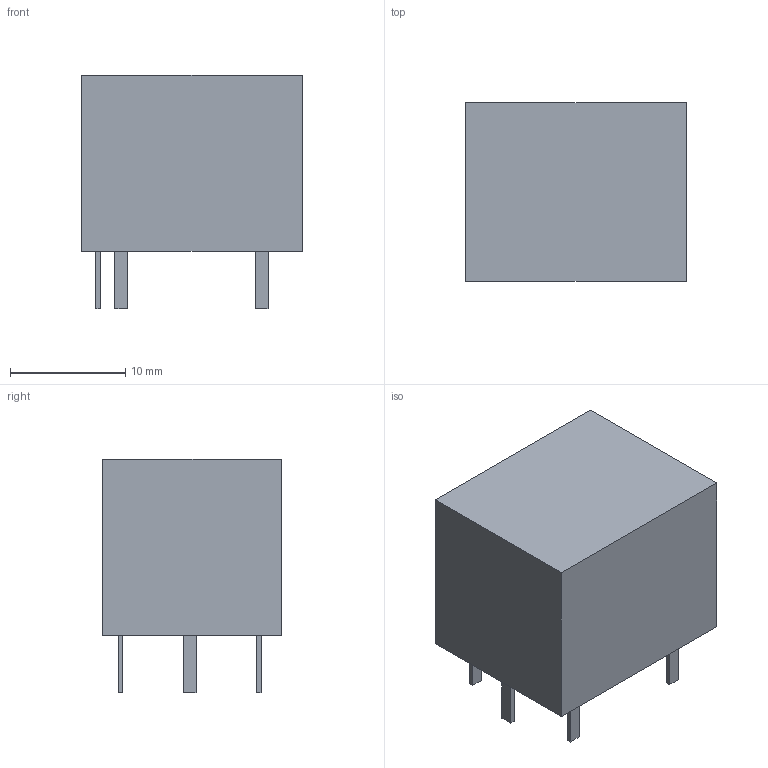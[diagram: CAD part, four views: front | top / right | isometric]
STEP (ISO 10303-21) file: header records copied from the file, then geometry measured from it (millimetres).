
FILE_DESCRIPTION(('FreeCAD Model'),'2;1');
FILE_NAME('Open CASCADE Shape Model','2023-12-27T12:29:11',(''),(''), 'Open CASCADE STEP processor 7.6','FreeCAD','Unknown');
FILE_SCHEMA(('AUTOMOTIVE_DESIGN { 1 0 10303 214 1 1 1 1 }'));
Length unit declared in the file: millimetre
Products named in the file (7): SRD_12VDC_SL_C; Pad; Pad001; Pad002; Pad003; Pad004; Pad005
Assembly tree (6 placements, depth 2):
  SRD_12VDC_SL_C
    Pad
    Pad001
    Pad002
    Pad003
    Pad004
    Pad005
Bounding box: 19.1 x 15.5 x 20.3 mm (x, y, z)
Volume: 4540.6 mm3; surface area: 1730.3 mm2
Topology: 6 solids, 6 shells, 36 faces, 72 edges, 48 vertices
Faces by surface type: plane 36
Entity records: 2023 total; most frequent: CARTESIAN_POINT 307, DIRECTION 302, LINE 216, VECTOR 216, ORIENTED_EDGE 144, PCURVE 144, DEFINITIONAL_REPRESENTATION 144, EDGE_CURVE 72
